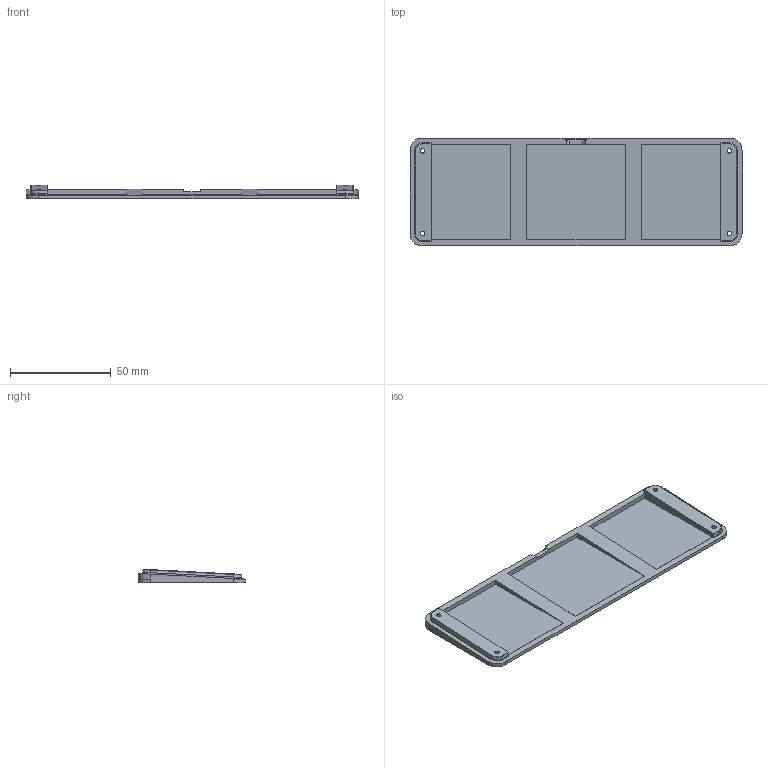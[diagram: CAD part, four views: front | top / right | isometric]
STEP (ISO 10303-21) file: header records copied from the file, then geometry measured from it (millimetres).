
FILE_DESCRIPTION(/* description */ (''),/* implementation_level */ '2;1');
FILE_NAME(/* name */ 'Bottom.step',/* time_stamp */ '2025-08-22T22:18:01+08:00',/* author */ (''),/* organization */ (''),/* preprocessor_version */ 'ST-DEVELOPER v20.1',/* originating_system */ 'Autodesk Translation Framework v14.4.0.0',/* authorisation */ '');
FILE_SCHEMA (('AUTOMOTIVE_DESIGN { 1 0 10303 214 3 1 1 }'));
Length unit declared in the file: millimetre
Products named in the file (1): Bottom
Bounding box: 164.4 x 53.43 x 6.69 mm (x, y, z)
Volume: 21209.9 mm3; surface area: 20286.1 mm2
Topology: 1 solids, 1 shells, 91 faces, 217 edges, 138 vertices
Faces by surface type: plane 47, cylinder 32, torus 4, cone 4, bspline 4
Full cylindrical faces by diameter (mm): 2.2 x4, 4.2 x4, 8 x4
Entity records: 2682 total; most frequent: DIRECTION 471, CARTESIAN_POINT 467, ORIENTED_EDGE 434, EDGE_CURVE 217, AXIS2_PLACEMENT_3D 166, LINE 139, VECTOR 139, VERTEX_POINT 138
